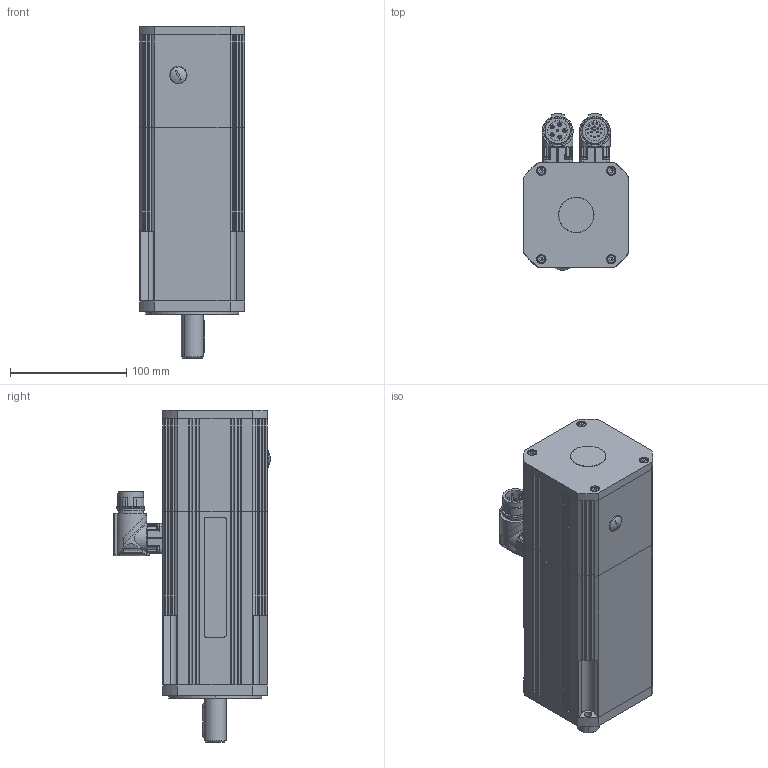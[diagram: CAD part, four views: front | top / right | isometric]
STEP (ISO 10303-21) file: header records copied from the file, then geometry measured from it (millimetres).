
FILE_DESCRIPTION((''),'2;1');
FILE_NAME('FP-609 + Enc. Heid. ECN-EQN 1100 + Fre 06-9.stp','2011-11-23T08:56:11',('jlopez'),(''),'Autodesk Inventor 9','Autodesk Inventor 9','');
FILE_SCHEMA(('AUTOMOTIVE_DESIGN { 1 0 10303 214 1 1 1 1 }'));
Length unit declared in the file: millimetre
Products named in the file (1): Pieza1
Bounding box: 90.5 x 134.63 x 285.2 mm (x, y, z)
Volume: 221774.8 mm3; surface area: 222763.7 mm2
Topology: 23 solids, 24 shells, 1562 faces, 4065 edges, 2470 vertices
Faces by surface type: cylinder 685, plane 496, bspline 166, cone 94, sphere 65, torus 56
Entity records: 49352 total; most frequent: CARTESIAN_POINT 11609, DIRECTION 8317, ORIENTED_EDGE 7770, EDGE_CURVE 3885, AXIS2_PLACEMENT_3D 3328, VERTEX_POINT 2452, CIRCLE 1811, EDGE_LOOP 1772
